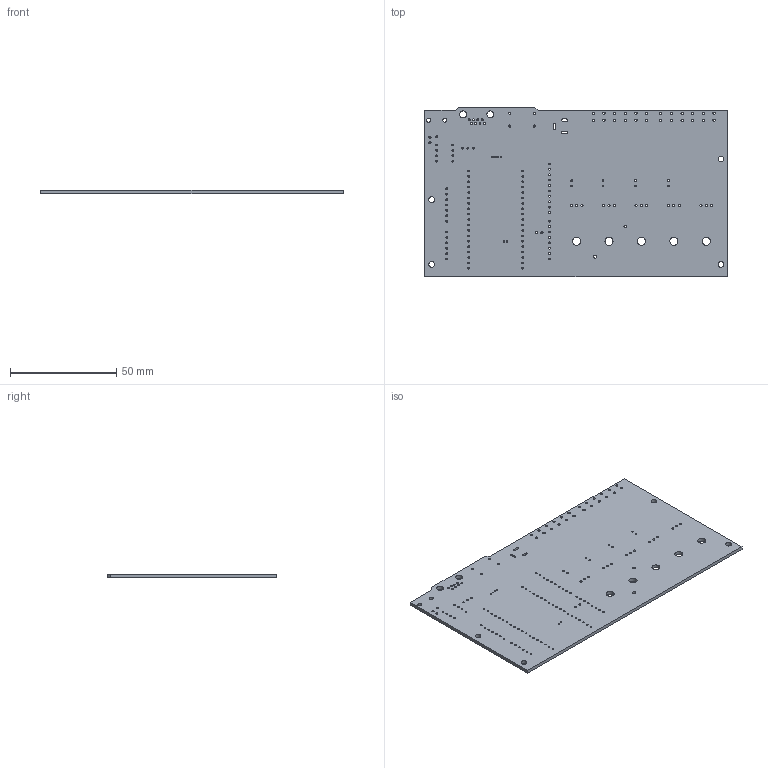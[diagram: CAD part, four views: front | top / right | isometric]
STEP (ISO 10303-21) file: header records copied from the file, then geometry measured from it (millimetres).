
FILE_DESCRIPTION(('KiCad electronic assembly'),'2;1');
FILE_NAME('hydroponics_shield_rev3.step','2018-09-05T14:15:16',( 'An Author'),('A Company'),'Open CASCADE STEP processor 6.8', 'KiCad to STEP converter','Unknown');
FILE_SCHEMA(('AUTOMOTIVE_DESIGN_CC2 { 1 2 10303 214 -1 1 5 4 }'));
Length unit declared in the file: millimetre
Products named in the file (2): Open CASCADE STEP translator 6.8 1; COMPOUND
Assembly tree (1 placements, depth 2):
  Open CASCADE STEP translator 6.8 1
    COMPOUND
Bounding box: 142.24 x 79.76 x 1.6 mm (x, y, z)
Volume: 17567.3 mm3; surface area: 23575 mm2
Topology: 1 solids, 1 shells, 187 faces, 555 edges, 370 vertices
Faces by surface type: cylinder 171, plane 16
Full cylindrical faces by diameter (mm): 0.599 x2, 0.762 x42, 0.8 x19, 0.813 x31, 0.889 x8, 0.93 x1, 1 x4, 1.001 x15, 1.016 x4, 1.1 x24, 1.17 x1, 1.5 x1, 1.9 x2, 2.7 x4, 3.251 x2, 3.8 x5
Entity records: 14405 total; most frequent: DIRECTION 2385, CARTESIAN_POINT 2224, ORIENTED_EDGE 1110, PCURVE 1110, DEFINITIONAL_REPRESENTATION 1110, LINE 981, VECTOR 981, CIRCLE 684
